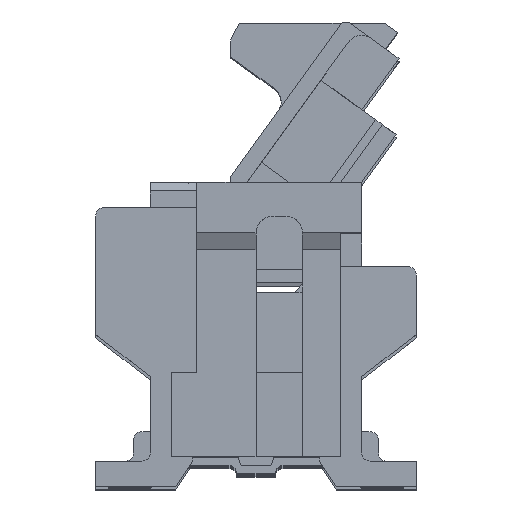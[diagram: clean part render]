
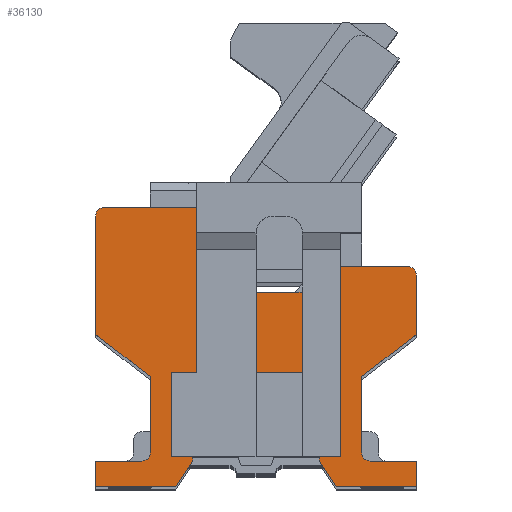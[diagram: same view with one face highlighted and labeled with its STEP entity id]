
A CAD part, top view. The second image highlights one B-rep face of the part: STEP entity #36130.
In plain terms, the highlighted planar face has unit normal (0, 0, 1).
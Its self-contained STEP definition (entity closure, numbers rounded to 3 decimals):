
#600=CARTESIAN_POINT('',(0.9,-0.35,-1.51));
#610=VERTEX_POINT('',#600);
#640=CARTESIAN_POINT('',(-1.7,-0.35,-1.51));
#650=DIRECTION('',(1.,0.,0.));
#660=VECTOR('',#650,1.);
#670=LINE('',#640,#660);
#680=CARTESIAN_POINT('',(0.35,-0.35,-1.51));
#690=VERTEX_POINT('',#680);
#700=EDGE_CURVE('',#690,#610,#670,.T.);
#1700=CARTESIAN_POINT('',(-0.25,-0.35,-1.51));
#1710=VERTEX_POINT('',#1700);
#1760=CARTESIAN_POINT('',(-0.05,-0.65,-1.51));
#1770=DIRECTION('',(-0.555,0.832,0.));
#1780=VECTOR('',#1770,1.);
#1790=LINE('',#1760,#1780);
#1800=CARTESIAN_POINT('',(-0.05,-0.65,-1.51));
#1810=VERTEX_POINT('',#1800);
#1820=EDGE_CURVE('',#1810,#1710,#1790,.T.);
#2980=CARTESIAN_POINT('',(-0.25,-0.3,-1.51));
#2990=VERTEX_POINT('',#2980);
#3020=CARTESIAN_POINT('',(-0.25,-0.3,-1.51));
#3030=DIRECTION('',(0.,1.,0.));
#3040=VECTOR('',#3030,1.);
#3050=LINE('',#3020,#3040);
#3060=EDGE_CURVE('',#1710,#2990,#3050,.T.);
#3470=CARTESIAN_POINT('',(-1.75,-0.3,-1.51));
#3480=VERTEX_POINT('',#3470);
#3510=CARTESIAN_POINT('',(-1.634,-0.3,-1.51));
#3520=DIRECTION('',(1.,0.,0.));
#3530=VECTOR('',#3520,1.);
#3540=LINE('',#3510,#3530);
#3550=CARTESIAN_POINT('',(-2.,-0.3,-1.51));
#3560=VERTEX_POINT('',#3550);
#3570=EDGE_CURVE('',#3560,#3480,#3540,.T.);
#4110=CARTESIAN_POINT('',(0.,-0.3,-1.51));
#4120=VERTEX_POINT('',#4110);
#4150=EDGE_CURVE('',#2990,#4120,#3540,.T.);
#6280=CARTESIAN_POINT('',(-1.7,-0.65,-1.51));
#6290=DIRECTION('',(1.,0.,0.));
#6300=VECTOR('',#6290,1.);
#6310=LINE('',#6280,#6300);
#6320=CARTESIAN_POINT('',(0.9,-0.65,-1.51));
#6330=VERTEX_POINT('',#6320);
#6340=EDGE_CURVE('',#1810,#6330,#6310,.T.);
#12860=CARTESIAN_POINT('',(-1.95,-0.65,-1.51));
#12870=VERTEX_POINT('',#12860);
#12900=CARTESIAN_POINT('',(-1.95,-0.65,-1.51));
#12910=DIRECTION('',(0.555,0.832,0.));
#12920=VECTOR('',#12910,1.);
#12930=LINE('',#12900,#12920);
#12940=CARTESIAN_POINT('',(-1.75,-0.35,-1.51));
#12950=VERTEX_POINT('',#12940);
#12960=EDGE_CURVE('',#12870,#12950,#12930,.T.);
#14540=CARTESIAN_POINT('',(-2.9,-0.65,-1.51));
#14550=VERTEX_POINT('',#14540);
#14600=CARTESIAN_POINT('',(-0.3,-0.65,-1.51));
#14610=DIRECTION('',(-1.,0.,0.));
#14620=VECTOR('',#14610,1.);
#14630=LINE('',#14600,#14620);
#14640=EDGE_CURVE('',#12870,#14550,#14630,.T.);
#17220=CARTESIAN_POINT('',(0.35,-0.25,-1.51));
#17230=DIRECTION('',(0.,0.,1.));
#17240=DIRECTION('',(1.,0.,0.));
#17250=AXIS2_PLACEMENT_3D('',#17220,#17230,#17240);
#17260=CIRCLE('',#17250,0.1);
#17270=CARTESIAN_POINT('',(0.25,-0.25,-1.51));
#17280=VERTEX_POINT('',#17270);
#17290=EDGE_CURVE('',#17280,#690,#17260,.T.);
#26410=CARTESIAN_POINT('',(-1.45,2.65,-1.51));
#26420=VERTEX_POINT('',#26410);
#26450=CARTESIAN_POINT('',(-0.3,2.65,-1.51));
#26460=DIRECTION('',(-1.,0.,0.));
#26470=VECTOR('',#26460,1.);
#26480=LINE('',#26450,#26470);
#26490=CARTESIAN_POINT('',(-2.8,2.65,-1.51));
#26500=VERTEX_POINT('',#26490);
#26510=EDGE_CURVE('',#26420,#26500,#26480,.T.);
#27030=CARTESIAN_POINT('',(-2.35,-0.35,-1.51));
#27040=VERTEX_POINT('',#27030);
#27070=CARTESIAN_POINT('',(-0.3,-0.35,-1.51));
#27080=DIRECTION('',(-1.,0.,0.));
#27090=VECTOR('',#27080,1.);
#27100=LINE('',#27070,#27090);
#27110=CARTESIAN_POINT('',(-2.9,-0.35,-1.51));
#27120=VERTEX_POINT('',#27110);
#27130=EDGE_CURVE('',#27040,#27120,#27100,.T.);
#28950=CARTESIAN_POINT('',(-2.25,-0.25,-1.51));
#28960=VERTEX_POINT('',#28950);
#28990=CARTESIAN_POINT('',(-2.35,-0.25,-1.51));
#29000=DIRECTION('',(0.,0.,-1.));
#29010=DIRECTION('',(-1.,0.,0.));
#29020=AXIS2_PLACEMENT_3D('',#28990,#29000,#29010);
#29030=CIRCLE('',#29020,0.1);
#29040=EDGE_CURVE('',#28960,#27040,#29030,.T.);
#34330=CARTESIAN_POINT('',(0.151,1.185,-1.51));
#34340=DIRECTION('',(0.,0.,1.));
#34350=DIRECTION('',(1.,0.,0.));
#34360=AXIS2_PLACEMENT_3D('',#34330,#34340,#34350);
#34370=PLANE('',#34360);
#34380=CARTESIAN_POINT('',(-2.9,-0.3,-1.51));
#34390=DIRECTION('',(0.,1.,0.));
#34400=VECTOR('',#34390,1.);
#34410=LINE('',#34380,#34400);
#34420=CARTESIAN_POINT('',(-2.9,1.15,-1.51));
#34430=VERTEX_POINT('',#34420);
#34440=CARTESIAN_POINT('',(-2.9,2.55,-1.51));
#34450=VERTEX_POINT('',#34440);
#34460=EDGE_CURVE('',#34430,#34450,#34410,.T.);
#34470=ORIENTED_EDGE('',*,*,#34460,.F.);
#34480=CARTESIAN_POINT('',(-2.8,2.55,-1.51));
#34490=DIRECTION('',(0.,0.,-1.));
#34500=DIRECTION('',(-1.,0.,0.));
#34510=AXIS2_PLACEMENT_3D('',#34480,#34490,#34500);
#34520=CIRCLE('',#34510,0.1);
#34530=EDGE_CURVE('',#34450,#26500,#34520,.T.);
#34540=ORIENTED_EDGE('',*,*,#34530,.F.);
#34550=ORIENTED_EDGE('',*,*,#26510,.T.);
#34560=CARTESIAN_POINT('',(-1.45,-0.3,-1.51));
#34570=DIRECTION('',(0.,1.,0.));
#34580=VECTOR('',#34570,1.);
#34590=LINE('',#34560,#34580);
#34600=CARTESIAN_POINT('',(-1.45,1.75,-1.51));
#34610=VERTEX_POINT('',#34600);
#34620=EDGE_CURVE('',#34610,#26420,#34590,.T.);
#34630=ORIENTED_EDGE('',*,*,#34620,.T.);
#34640=CARTESIAN_POINT('',(-1.35,1.75,-1.51));
#34650=DIRECTION('',(0.,0.,-1.));
#34660=DIRECTION('',(-1.,0.,0.));
#34670=AXIS2_PLACEMENT_3D('',#34640,#34650,#34660);
#34680=CIRCLE('',#34670,0.1);
#34690=CARTESIAN_POINT('',(-1.35,1.65,-1.51));
#34700=VERTEX_POINT('',#34690);
#34710=EDGE_CURVE('',#34700,#34610,#34680,.T.);
#34720=ORIENTED_EDGE('',*,*,#34710,.T.);
#34730=CARTESIAN_POINT('',(-0.3,1.65,-1.51));
#34740=DIRECTION('',(-1.,0.,0.));
#34750=VECTOR('',#34740,1.);
#34760=LINE('',#34730,#34750);
#34770=CARTESIAN_POINT('',(-0.3,1.65,-1.51));
#34780=VERTEX_POINT('',#34770);
#34790=EDGE_CURVE('',#34780,#34700,#34760,.T.);
#34800=ORIENTED_EDGE('',*,*,#34790,.T.);
#34810=CARTESIAN_POINT('',(-0.3,1.75,-1.51));
#34820=DIRECTION('',(0.,0.,-1.));
#34830=DIRECTION('',(-1.,0.,0.));
#34840=AXIS2_PLACEMENT_3D('',#34810,#34820,#34830);
#34850=CIRCLE('',#34840,0.1);
#34860=CARTESIAN_POINT('',(-0.2,1.75,-1.51));
#34870=VERTEX_POINT('',#34860);
#34880=EDGE_CURVE('',#34870,#34780,#34850,.T.);
#34890=ORIENTED_EDGE('',*,*,#34880,.T.);
#34900=CARTESIAN_POINT('',(-0.2,-0.3,-1.51));
#34910=DIRECTION('',(0.,1.,0.));
#34920=VECTOR('',#34910,1.);
#34930=LINE('',#34900,#34920);
#34940=CARTESIAN_POINT('',(-0.2,1.85,-1.51));
#34950=VERTEX_POINT('',#34940);
#34960=EDGE_CURVE('',#34870,#34950,#34930,.T.);
#34970=ORIENTED_EDGE('',*,*,#34960,.F.);
#34980=CARTESIAN_POINT('',(-0.1,1.85,-1.51));
#34990=DIRECTION('',(0.,0.,-1.));
#35000=DIRECTION('',(-1.,0.,0.));
#35010=AXIS2_PLACEMENT_3D('',#34980,#34990,#35000);
#35020=CIRCLE('',#35010,0.1);
#35030=CARTESIAN_POINT('',(-0.1,1.95,-1.51));
#35040=VERTEX_POINT('',#35030);
#35050=EDGE_CURVE('',#34950,#35040,#35020,.T.);
#35060=ORIENTED_EDGE('',*,*,#35050,.F.);
#35070=CARTESIAN_POINT('',(-0.3,1.95,-1.51));
#35080=DIRECTION('',(-1.,0.,0.));
#35090=VECTOR('',#35080,1.);
#35100=LINE('',#35070,#35090);
#35110=CARTESIAN_POINT('',(0.8,1.95,-1.51));
#35120=VERTEX_POINT('',#35110);
#35130=EDGE_CURVE('',#35120,#35040,#35100,.T.);
#35140=ORIENTED_EDGE('',*,*,#35130,.T.);
#35150=CARTESIAN_POINT('',(0.8,1.85,-1.51));
#35160=DIRECTION('',(0.,0.,-1.));
#35170=DIRECTION('',(-1.,0.,0.));
#35180=AXIS2_PLACEMENT_3D('',#35150,#35160,#35170);
#35190=CIRCLE('',#35180,0.1);
#35200=CARTESIAN_POINT('',(0.9,1.85,-1.51));
#35210=VERTEX_POINT('',#35200);
#35220=EDGE_CURVE('',#35120,#35210,#35190,.T.);
#35230=ORIENTED_EDGE('',*,*,#35220,.F.);
#35240=CARTESIAN_POINT('',(0.9,-0.3,-1.51));
#35250=DIRECTION('',(0.,1.,0.));
#35260=VECTOR('',#35250,1.);
#35270=LINE('',#35240,#35260);
#35280=CARTESIAN_POINT('',(0.9,1.15,-1.51));
#35290=VERTEX_POINT('',#35280);
#35300=EDGE_CURVE('',#35290,#35210,#35270,.T.);
#35310=ORIENTED_EDGE('',*,*,#35300,.T.);
#35320=CARTESIAN_POINT('',(0.25,0.65,-1.51));
#35330=DIRECTION('',(0.793,0.61,0.));
#35340=VECTOR('',#35330,1.);
#35350=LINE('',#35320,#35340);
#35360=CARTESIAN_POINT('',(0.25,0.65,-1.51));
#35370=VERTEX_POINT('',#35360);
#35380=EDGE_CURVE('',#35370,#35290,#35350,.T.);
#35390=ORIENTED_EDGE('',*,*,#35380,.T.);
#35400=CARTESIAN_POINT('',(0.25,-0.3,-1.51));
#35410=DIRECTION('',(0.,1.,0.));
#35420=VECTOR('',#35410,1.);
#35430=LINE('',#35400,#35420);
#35440=EDGE_CURVE('',#17280,#35370,#35430,.T.);
#35450=ORIENTED_EDGE('',*,*,#35440,.T.);
#35460=ORIENTED_EDGE('',*,*,#17290,.F.);
#35470=ORIENTED_EDGE('',*,*,#700,.F.);
#35480=CARTESIAN_POINT('',(0.9,-0.3,-1.51));
#35490=DIRECTION('',(0.,1.,0.));
#35500=VECTOR('',#35490,1.);
#35510=LINE('',#35480,#35500);
#35520=EDGE_CURVE('',#6330,#610,#35510,.T.);
#35530=ORIENTED_EDGE('',*,*,#35520,.T.);
#35540=ORIENTED_EDGE('',*,*,#6340,.T.);
#35550=ORIENTED_EDGE('',*,*,#1820,.F.);
#35560=ORIENTED_EDGE('',*,*,#3060,.F.);
#35570=ORIENTED_EDGE('',*,*,#4150,.F.);
#35580=CARTESIAN_POINT('',(0.,0.354,-1.51));
#35590=DIRECTION('',(0.,-1.,0.));
#35600=VECTOR('',#35590,1.);
#35610=LINE('',#35580,#35600);
#35620=CARTESIAN_POINT('',(0.,0.7,-1.51));
#35630=VERTEX_POINT('',#35620);
#35640=EDGE_CURVE('',#35630,#4120,#35610,.T.);
#35650=ORIENTED_EDGE('',*,*,#35640,.T.);
#35660=CARTESIAN_POINT('',(-1.634,0.7,-1.51));
#35670=DIRECTION('',(1.,0.,0.));
#35680=VECTOR('',#35670,1.);
#35690=LINE('',#35660,#35680);
#35700=CARTESIAN_POINT('',(-2.,0.7,-1.51));
#35710=VERTEX_POINT('',#35700);
#35720=EDGE_CURVE('',#35710,#35630,#35690,.T.);
#35730=ORIENTED_EDGE('',*,*,#35720,.T.);
#35740=CARTESIAN_POINT('',(-2.,0.354,-1.51));
#35750=DIRECTION('',(0.,1.,0.));
#35760=VECTOR('',#35750,1.);
#35770=LINE('',#35740,#35760);
#35780=EDGE_CURVE('',#3560,#35710,#35770,.T.);
#35790=ORIENTED_EDGE('',*,*,#35780,.T.);
#35800=ORIENTED_EDGE('',*,*,#3570,.F.);
#35810=CARTESIAN_POINT('',(-1.75,-0.3,-1.51));
#35820=DIRECTION('',(0.,1.,0.));
#35830=VECTOR('',#35820,1.);
#35840=LINE('',#35810,#35830);
#35850=EDGE_CURVE('',#12950,#3480,#35840,.T.);
#35860=ORIENTED_EDGE('',*,*,#35850,.T.);
#35870=ORIENTED_EDGE('',*,*,#12960,.T.);
#35880=ORIENTED_EDGE('',*,*,#14640,.F.);
#35890=CARTESIAN_POINT('',(-2.9,-0.3,-1.51));
#35900=DIRECTION('',(0.,1.,0.));
#35910=VECTOR('',#35900,1.);
#35920=LINE('',#35890,#35910);
#35930=EDGE_CURVE('',#14550,#27120,#35920,.T.);
#35940=ORIENTED_EDGE('',*,*,#35930,.F.);
#35950=ORIENTED_EDGE('',*,*,#27130,.T.);
#35960=ORIENTED_EDGE('',*,*,#29040,.T.);
#35970=CARTESIAN_POINT('',(-2.25,-0.3,-1.51));
#35980=DIRECTION('',(0.,1.,0.));
#35990=VECTOR('',#35980,1.);
#36000=LINE('',#35970,#35990);
#36010=CARTESIAN_POINT('',(-2.25,0.65,-1.51));
#36020=VERTEX_POINT('',#36010);
#36030=EDGE_CURVE('',#28960,#36020,#36000,.T.);
#36040=ORIENTED_EDGE('',*,*,#36030,.F.);
#36050=CARTESIAN_POINT('',(-2.25,0.65,-1.51));
#36060=DIRECTION('',(-0.793,0.61,0.));
#36070=VECTOR('',#36060,1.);
#36080=LINE('',#36050,#36070);
#36090=EDGE_CURVE('',#36020,#34430,#36080,.T.);
#36100=ORIENTED_EDGE('',*,*,#36090,.F.);
#36110=EDGE_LOOP('',(#36100,#36040,#35960,#35950,#35940,#35880,#35870,
#35860,#35800,#35790,#35730,#35650,#35570,#35560,#35550,#35540,#35530,
#35470,#35460,#35450,#35390,#35310,#35230,#35140,#35060,#34970,#34890,
#34800,#34720,#34630,#34550,#34540,#34470));
#36120=FACE_OUTER_BOUND('',#36110,.T.);
#36130=ADVANCED_FACE('',(#36120),#34370,.T.);
